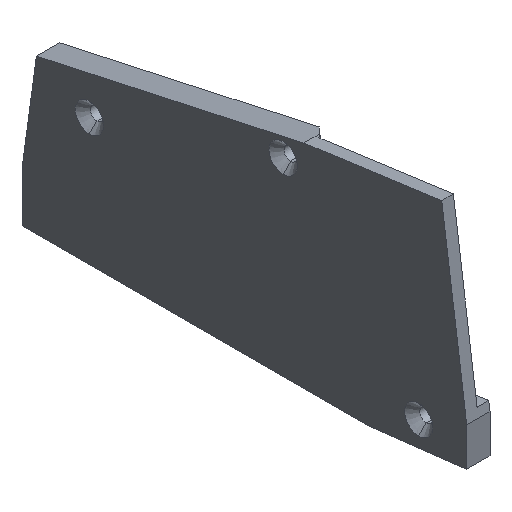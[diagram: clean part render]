
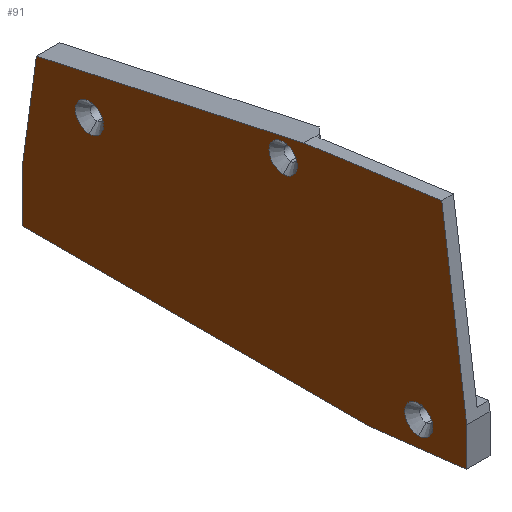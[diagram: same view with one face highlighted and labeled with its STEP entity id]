
A CAD part, isometric view. The second image highlights one B-rep face of the part: STEP entity #91.
In plain terms, the highlighted planar face has unit normal (-1, 0, 0).
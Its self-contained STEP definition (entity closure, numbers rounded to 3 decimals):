
#9 = DIRECTION ( 'NONE',  ( 0., 0., 1. ) ) ;
#32 = DIRECTION ( 'NONE',  ( 0., 0., 1. ) ) ;
#34 = DIRECTION ( 'NONE',  ( 0., 0., 1. ) ) ;
#50 = DIRECTION ( 'NONE',  ( 0., 0., 1. ) ) ;
#61 = LINE ( 'NONE', #791, #788 ) ;
#75 = ORIENTED_EDGE ( 'NONE', *, *, #186, .T. ) ;
#80 = CARTESIAN_POINT ( 'NONE',  ( 0., -50.932, 6.919 ) ) ;
#83 = LINE ( 'NONE', #891, #163 ) ;
#84 = DIRECTION ( 'NONE',  ( 0., -0.993, 0.117 ) ) ;
#91 = ADVANCED_FACE ( 'NONE', ( #675, #971, #149, #999 ), #247, .F. ) ;
#94 = DIRECTION ( 'NONE',  ( 1., 0., 0. ) ) ;
#97 = VERTEX_POINT ( 'NONE', #274 ) ;
#114 = CARTESIAN_POINT ( 'NONE',  ( 0., 40., -20. ) ) ;
#133 = EDGE_CURVE ( 'NONE', #915, #325, #578, .T. ) ;
#134 = ORIENTED_EDGE ( 'NONE', *, *, #1020, .F. ) ;
#149 = FACE_BOUND ( 'NONE', #903, .T. ) ;
#163 = VECTOR ( 'NONE', #664, 1000. ) ;
#164 = CARTESIAN_POINT ( 'NONE',  ( 0., -10., -4. ) ) ;
#175 = CARTESIAN_POINT ( 'NONE',  ( 0., -45., -45. ) ) ;
#183 = ORIENTED_EDGE ( 'NONE', *, *, #133, .F. ) ;
#186 = EDGE_CURVE ( 'NONE', #372, #988, #289, .T. ) ;
#193 = VERTEX_POINT ( 'NONE', #863 ) ;
#194 = CARTESIAN_POINT ( 'NONE',  ( 0., -50.932, 6.919 ) ) ;
#211 = VERTEX_POINT ( 'NONE', #1014 ) ;
#220 = CARTESIAN_POINT ( 'NONE',  ( 0., -57.4, -49.911 ) ) ;
#221 = DIRECTION ( 'NONE',  ( 0., -1., 0. ) ) ;
#222 = VERTEX_POINT ( 'NONE', #603 ) ;
#245 = EDGE_CURVE ( 'NONE', #1044, #372, #1003, .T. ) ;
#247 = PLANE ( 'NONE',  #1008 ) ;
#260 = CARTESIAN_POINT ( 'NONE',  ( 0., 57.4, -40.007 ) ) ;
#266 = ORIENTED_EDGE ( 'NONE', *, *, #490, .T. ) ;
#274 = CARTESIAN_POINT ( 'NONE',  ( 0., -31.994, -52.9 ) ) ;
#289 = LINE ( 'NONE', #841, #784 ) ;
#298 = DIRECTION ( 'NONE',  ( 0., 0.991, -0.137 ) ) ;
#302 = LINE ( 'NONE', #220, #1012 ) ;
#309 = CARTESIAN_POINT ( 'NONE',  ( 0., -10., -4. ) ) ;
#320 = EDGE_CURVE ( 'NONE', #723, #762, #409, .T. ) ;
#325 = VERTEX_POINT ( 'NONE', #724 ) ;
#351 = EDGE_CURVE ( 'NONE', #193, #934, #836, .T. ) ;
#372 = VERTEX_POINT ( 'NONE', #494 ) ;
#376 = EDGE_CURVE ( 'NONE', #455, #222, #924, .T. ) ;
#378 = ORIENTED_EDGE ( 'NONE', *, *, #320, .T. ) ;
#394 = CARTESIAN_POINT ( 'NONE',  ( 0., -10., -0.35 ) ) ;
#396 = DIRECTION ( 'NONE',  ( 0., 0., -1. ) ) ;
#409 = LINE ( 'NONE', #1057, #821 ) ;
#428 = DIRECTION ( 'NONE',  ( 0., 0.137, 0.991 ) ) ;
#451 = AXIS2_PLACEMENT_3D ( 'NONE', #114, #767, #34 ) ;
#455 = VERTEX_POINT ( 'NONE', #839 ) ;
#458 = CARTESIAN_POINT ( 'NONE',  ( 0., 40., -16.35 ) ) ;
#462 = ORIENTED_EDGE ( 'NONE', *, *, #376, .F. ) ;
#466 = AXIS2_PLACEMENT_3D ( 'NONE', #719, #797, #50 ) ;
#479 = ORIENTED_EDGE ( 'NONE', *, *, #976, .F. ) ;
#482 = CARTESIAN_POINT ( 'NONE',  ( 0., 0., 0. ) ) ;
#490 = EDGE_CURVE ( 'NONE', #762, #97, #61, .T. ) ;
#494 = CARTESIAN_POINT ( 'NONE',  ( 0., -15.372, 2.018 ) ) ;
#497 = LINE ( 'NONE', #814, #896 ) ;
#501 = LINE ( 'NONE', #902, #875 ) ;
#509 = AXIS2_PLACEMENT_3D ( 'NONE', #309, #632, #626 ) ;
#510 = DIRECTION ( 'NONE',  ( -1., 0., 0. ) ) ;
#529 = EDGE_LOOP ( 'NONE', ( #183, #479 ) ) ;
#536 = VECTOR ( 'NONE', #298, 1000. ) ;
#541 = AXIS2_PLACEMENT_3D ( 'NONE', #175, #586, #9 ) ;
#545 = ORIENTED_EDGE ( 'NONE', *, *, #859, .F. ) ;
#577 = DIRECTION ( 'NONE',  ( -1., 0., 0. ) ) ;
#578 = CIRCLE ( 'NONE', #703, 3.65 ) ;
#583 = CIRCLE ( 'NONE', #541, 3.65 ) ;
#586 = DIRECTION ( 'NONE',  ( -1., 0., 0. ) ) ;
#597 = CARTESIAN_POINT ( 'NONE',  ( 0., 57.4, -52.9 ) ) ;
#602 = ORIENTED_EDGE ( 'NONE', *, *, #351, .F. ) ;
#603 = CARTESIAN_POINT ( 'NONE',  ( 0., -45., -48.65 ) ) ;
#605 = AXIS2_PLACEMENT_3D ( 'NONE', #730, #577, #642 ) ;
#625 = EDGE_LOOP ( 'NONE', ( #712, #998, #75, #919, #378, #266, #826, #628 ) ) ;
#626 = DIRECTION ( 'NONE',  ( 0., 0., 1. ) ) ;
#628 = ORIENTED_EDGE ( 'NONE', *, *, #1002, .T. ) ;
#632 = DIRECTION ( 'NONE',  ( -1., 0., 0. ) ) ;
#642 = DIRECTION ( 'NONE',  ( 0., 0., 1. ) ) ;
#661 = CIRCLE ( 'NONE', #451, 3.65 ) ;
#664 = DIRECTION ( 'NONE',  ( 0., 0.137, -0.991 ) ) ;
#675 = FACE_BOUND ( 'NONE', #699, .T. ) ;
#696 = VERTEX_POINT ( 'NONE', #748 ) ;
#698 = EDGE_CURVE ( 'NONE', #211, #1044, #497, .T. ) ;
#699 = EDGE_LOOP ( 'NONE', ( #545, #602 ) ) ;
#703 = AXIS2_PLACEMENT_3D ( 'NONE', #164, #510, #32 ) ;
#712 = ORIENTED_EDGE ( 'NONE', *, *, #698, .T. ) ;
#713 = EDGE_CURVE ( 'NONE', #97, #696, #501, .T. ) ;
#719 = CARTESIAN_POINT ( 'NONE',  ( 0., -45., -45. ) ) ;
#723 = VERTEX_POINT ( 'NONE', #260 ) ;
#724 = CARTESIAN_POINT ( 'NONE',  ( 0., -10., -7.65 ) ) ;
#730 = CARTESIAN_POINT ( 'NONE',  ( 0., 40., -20. ) ) ;
#748 = CARTESIAN_POINT ( 'NONE',  ( 0., -57.4, -49.911 ) ) ;
#762 = VERTEX_POINT ( 'NONE', #597 ) ;
#767 = DIRECTION ( 'NONE',  ( -1., 0., 0. ) ) ;
#784 = VECTOR ( 'NONE', #932, 1000. ) ;
#788 = VECTOR ( 'NONE', #221, 1000. ) ;
#791 = CARTESIAN_POINT ( 'NONE',  ( 0., 57.4, -52.9 ) ) ;
#797 = DIRECTION ( 'NONE',  ( -1., 0., 0. ) ) ;
#799 = DIRECTION ( 'NONE',  ( 0., 0., -1. ) ) ;
#814 = CARTESIAN_POINT ( 'NONE',  ( 0., -57.4, -40.007 ) ) ;
#821 = VECTOR ( 'NONE', #396, 1000. ) ;
#826 = ORIENTED_EDGE ( 'NONE', *, *, #713, .T. ) ;
#836 = CIRCLE ( 'NONE', #605, 3.65 ) ;
#839 = CARTESIAN_POINT ( 'NONE',  ( 0., -45., -41.35 ) ) ;
#841 = CARTESIAN_POINT ( 'NONE',  ( 0., -15.372, 2.018 ) ) ;
#857 = CIRCLE ( 'NONE', #509, 3.65 ) ;
#859 = EDGE_CURVE ( 'NONE', #934, #193, #661, .T. ) ;
#863 = CARTESIAN_POINT ( 'NONE',  ( 0., 40., -23.65 ) ) ;
#870 = DIRECTION ( 'NONE',  ( 0., 0., 1. ) ) ;
#875 = VECTOR ( 'NONE', #84, 1000. ) ;
#891 = CARTESIAN_POINT ( 'NONE',  ( 0., 53.689, -13.083 ) ) ;
#896 = VECTOR ( 'NONE', #428, 1000. ) ;
#902 = CARTESIAN_POINT ( 'NONE',  ( 0., -31.994, -52.9 ) ) ;
#903 = EDGE_LOOP ( 'NONE', ( #462, #134 ) ) ;
#915 = VERTEX_POINT ( 'NONE', #394 ) ;
#919 = ORIENTED_EDGE ( 'NONE', *, *, #1023, .T. ) ;
#924 = CIRCLE ( 'NONE', #466, 3.65 ) ;
#932 = DIRECTION ( 'NONE',  ( 0., 0.977, -0.214 ) ) ;
#934 = VERTEX_POINT ( 'NONE', #458 ) ;
#953 = CARTESIAN_POINT ( 'NONE',  ( 0., 53.689, -13.083 ) ) ;
#971 = FACE_BOUND ( 'NONE', #529, .T. ) ;
#976 = EDGE_CURVE ( 'NONE', #325, #915, #857, .T. ) ;
#988 = VERTEX_POINT ( 'NONE', #953 ) ;
#998 = ORIENTED_EDGE ( 'NONE', *, *, #245, .T. ) ;
#999 = FACE_OUTER_BOUND ( 'NONE', #625, .T. ) ;
#1002 = EDGE_CURVE ( 'NONE', #696, #211, #302, .T. ) ;
#1003 = LINE ( 'NONE', #194, #536 ) ;
#1008 = AXIS2_PLACEMENT_3D ( 'NONE', #482, #94, #799 ) ;
#1012 = VECTOR ( 'NONE', #870, 1000. ) ;
#1014 = CARTESIAN_POINT ( 'NONE',  ( 0., -57.4, -40.007 ) ) ;
#1020 = EDGE_CURVE ( 'NONE', #222, #455, #583, .T. ) ;
#1023 = EDGE_CURVE ( 'NONE', #988, #723, #83, .T. ) ;
#1044 = VERTEX_POINT ( 'NONE', #80 ) ;
#1057 = CARTESIAN_POINT ( 'NONE',  ( 0., 57.4, -40.007 ) ) ;
